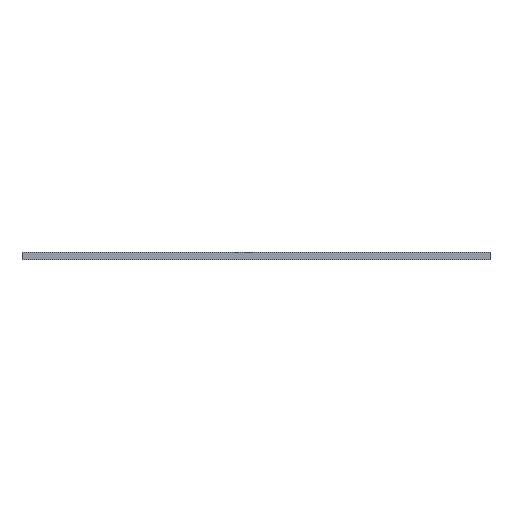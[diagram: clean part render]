
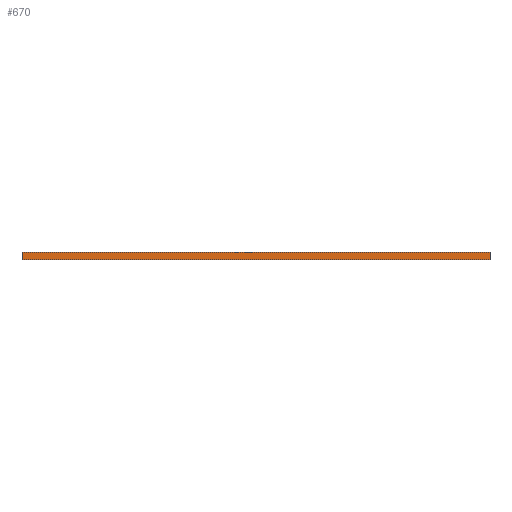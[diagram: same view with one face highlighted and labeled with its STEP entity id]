
A CAD part, front view. The second image highlights one B-rep face of the part: STEP entity #670.
In plain terms, the highlighted planar face has unit normal (0, -1, 0).
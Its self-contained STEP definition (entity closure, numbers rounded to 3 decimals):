
#62=FACE_OUTER_BOUND('',#94,.T.);
#94=EDGE_LOOP('',(#547,#548,#549,#550));
#184=LINE('',#1045,#270);
#192=LINE('',#1060,#278);
#193=LINE('',#1062,#279);
#194=LINE('',#1063,#280);
#270=VECTOR('',#862,10.);
#278=VECTOR('',#874,10.);
#279=VECTOR('',#877,10.);
#280=VECTOR('',#878,10.);
#333=VERTEX_POINT('',#1041);
#335=VERTEX_POINT('',#1044);
#339=VERTEX_POINT('',#1056);
#340=VERTEX_POINT('',#1058);
#420=EDGE_CURVE('',#333,#335,#184,.T.);
#428=EDGE_CURVE('',#339,#340,#192,.T.);
#429=EDGE_CURVE('',#339,#333,#193,.T.);
#430=EDGE_CURVE('',#335,#340,#194,.T.);
#547=ORIENTED_EDGE('',*,*,#429,.F.);
#548=ORIENTED_EDGE('',*,*,#428,.T.);
#549=ORIENTED_EDGE('',*,*,#430,.F.);
#550=ORIENTED_EDGE('',*,*,#420,.F.);
#638=PLANE('',#720);
#670=ADVANCED_FACE('',(#62),#638,.T.);
#720=AXIS2_PLACEMENT_3D('',#1061,#875,#876);
#862=DIRECTION('',(0.,0.,1.));
#874=DIRECTION('',(0.,0.,1.));
#875=DIRECTION('center_axis',(0.,-1.,0.));
#876=DIRECTION('ref_axis',(1.,0.,0.));
#877=DIRECTION('',(-1.,0.,0.));
#878=DIRECTION('',(1.,0.,0.));
#1041=CARTESIAN_POINT('',(-765.,130.,133.914));
#1044=CARTESIAN_POINT('',(-765.,130.,136.914));
#1045=CARTESIAN_POINT('',(-765.,130.,133.914));
#1056=CARTESIAN_POINT('',(-570.,130.,133.914));
#1058=CARTESIAN_POINT('',(-570.,130.,136.914));
#1060=CARTESIAN_POINT('',(-570.,130.,133.914));
#1061=CARTESIAN_POINT('Origin',(-765.,130.,133.914));
#1062=CARTESIAN_POINT('',(-570.,130.,133.914));
#1063=CARTESIAN_POINT('',(-570.,130.,136.914));
